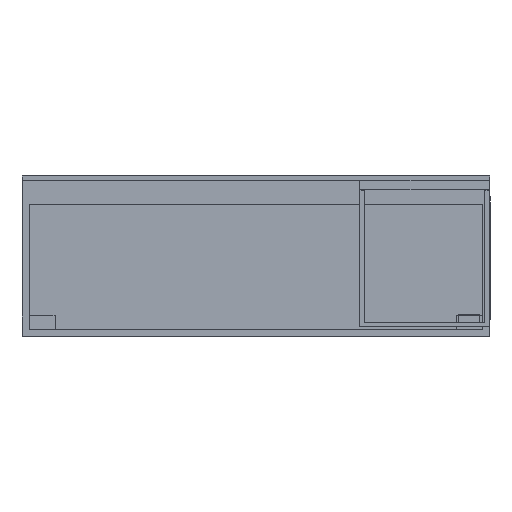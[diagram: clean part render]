
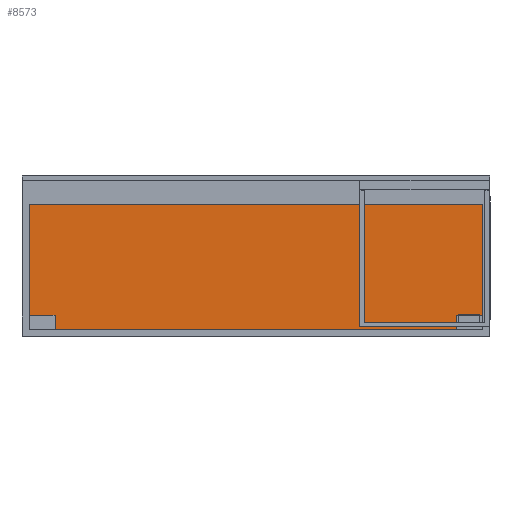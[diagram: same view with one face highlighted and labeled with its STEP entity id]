
A CAD part, front view. The second image highlights one B-rep face of the part: STEP entity #8573.
In plain terms, the highlighted planar face has unit normal (0, -1, 0).
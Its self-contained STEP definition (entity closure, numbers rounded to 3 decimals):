
#45 = LINE ( 'NONE', #9942, #4300 ) ;
#594 = DIRECTION ( 'NONE',  ( 0., 1., 0. ) ) ;
#784 = FACE_OUTER_BOUND ( 'NONE', #2047, .T. ) ;
#1134 = VERTEX_POINT ( 'NONE', #10924 ) ;
#1337 = VERTEX_POINT ( 'NONE', #11355 ) ;
#1687 = EDGE_CURVE ( 'NONE', #6201, #1337, #5592, .T. ) ;
#1737 = LINE ( 'NONE', #4608, #2656 ) ;
#1742 = ORIENTED_EDGE ( 'NONE', *, *, #11173, .F. ) ;
#1987 = VECTOR ( 'NONE', #7498, 1000. ) ;
#2047 = EDGE_LOOP ( 'NONE', ( #1742, #4865, #2655, #7084, #11046, #5404, #7427, #3168 ) ) ;
#2163 = VECTOR ( 'NONE', #8868, 1000. ) ;
#2540 = DIRECTION ( 'NONE',  ( -1., 0., 0. ) ) ;
#2655 = ORIENTED_EDGE ( 'NONE', *, *, #1687, .F. ) ;
#2656 = VECTOR ( 'NONE', #5708, 1000. ) ;
#2772 = CARTESIAN_POINT ( 'NONE',  ( 960., 0.8, -101. ) ) ;
#2851 = LINE ( 'NONE', #6841, #2163 ) ;
#2885 = VECTOR ( 'NONE', #4176, 1000. ) ;
#3168 = ORIENTED_EDGE ( 'NONE', *, *, #8954, .F. ) ;
#3259 = LINE ( 'NONE', #12242, #2885 ) ;
#3272 = VERTEX_POINT ( 'NONE', #2772 ) ;
#3514 = CARTESIAN_POINT ( 'NONE',  ( 850., 0.8, -630. ) ) ;
#3708 = VECTOR ( 'NONE', #10612, 1000. ) ;
#4176 = DIRECTION ( 'NONE',  ( 1., 0., 0. ) ) ;
#4300 = VECTOR ( 'NONE', #10008, 1000. ) ;
#4373 = EDGE_CURVE ( 'NONE', #3272, #8154, #45, .T. ) ;
#4508 = PLANE ( 'NONE',  #6012 ) ;
#4608 = CARTESIAN_POINT ( 'NONE',  ( -850., 0.8, -630. ) ) ;
#4768 = DIRECTION ( 'NONE',  ( 0., 0., 1. ) ) ;
#4820 = LINE ( 'NONE', #5664, #8834 ) ;
#4865 = ORIENTED_EDGE ( 'NONE', *, *, #12841, .T. ) ;
#5215 = VECTOR ( 'NONE', #2540, 1000. ) ;
#5404 = ORIENTED_EDGE ( 'NONE', *, *, #4373, .T. ) ;
#5592 = LINE ( 'NONE', #3514, #1987 ) ;
#5664 = CARTESIAN_POINT ( 'NONE',  ( 960., 0.8, -570. ) ) ;
#5708 = DIRECTION ( 'NONE',  ( 0., 0., 1. ) ) ;
#6012 = AXIS2_PLACEMENT_3D ( 'NONE', #7638, #594, #4768 ) ;
#6201 = VERTEX_POINT ( 'NONE', #8734 ) ;
#6605 = LINE ( 'NONE', #10918, #3708 ) ;
#6712 = DIRECTION ( 'NONE',  ( -1., 0., 0. ) ) ;
#6841 = CARTESIAN_POINT ( 'NONE',  ( -960., 0.8, -630. ) ) ;
#6988 = VERTEX_POINT ( 'NONE', #12842 ) ;
#7084 = ORIENTED_EDGE ( 'NONE', *, *, #10788, .F. ) ;
#7427 = ORIENTED_EDGE ( 'NONE', *, *, #10784, .T. ) ;
#7498 = DIRECTION ( 'NONE',  ( 0., 0., -1. ) ) ;
#7638 = CARTESIAN_POINT ( 'NONE',  ( 0., 0.8, 0. ) ) ;
#8154 = VERTEX_POINT ( 'NONE', #10686 ) ;
#8573 = ADVANCED_FACE ( 'NONE', ( #784 ), #4508, .F. ) ;
#8734 = CARTESIAN_POINT ( 'NONE',  ( 850., 0.8, -570. ) ) ;
#8834 = VECTOR ( 'NONE', #6712, 1000. ) ;
#8868 = DIRECTION ( 'NONE',  ( 0., 0., -1. ) ) ;
#8870 = VERTEX_POINT ( 'NONE', #9660 ) ;
#8954 = EDGE_CURVE ( 'NONE', #11813, #8870, #11520, .T. ) ;
#9660 = CARTESIAN_POINT ( 'NONE',  ( -960., 0.8, -570. ) ) ;
#9942 = CARTESIAN_POINT ( 'NONE',  ( -960., 0.8, -101. ) ) ;
#10008 = DIRECTION ( 'NONE',  ( -1., 0., 0. ) ) ;
#10612 = DIRECTION ( 'NONE',  ( 0., 0., 1. ) ) ;
#10686 = CARTESIAN_POINT ( 'NONE',  ( -960., 0.8, -101. ) ) ;
#10784 = EDGE_CURVE ( 'NONE', #8154, #8870, #2851, .T. ) ;
#10788 = EDGE_CURVE ( 'NONE', #6988, #6201, #4820, .T. ) ;
#10918 = CARTESIAN_POINT ( 'NONE',  ( 960., 0.8, -630. ) ) ;
#10924 = CARTESIAN_POINT ( 'NONE',  ( -850., 0.8, -630. ) ) ;
#11046 = ORIENTED_EDGE ( 'NONE', *, *, #11948, .T. ) ;
#11145 = CARTESIAN_POINT ( 'NONE',  ( -850., 0.8, -570. ) ) ;
#11173 = EDGE_CURVE ( 'NONE', #1134, #11813, #1737, .T. ) ;
#11355 = CARTESIAN_POINT ( 'NONE',  ( 850., 0.8, -630. ) ) ;
#11520 = LINE ( 'NONE', #11580, #5215 ) ;
#11580 = CARTESIAN_POINT ( 'NONE',  ( -960., 0.8, -570. ) ) ;
#11813 = VERTEX_POINT ( 'NONE', #11145 ) ;
#11948 = EDGE_CURVE ( 'NONE', #6988, #3272, #6605, .T. ) ;
#12242 = CARTESIAN_POINT ( 'NONE',  ( -960., 0.8, -630. ) ) ;
#12841 = EDGE_CURVE ( 'NONE', #1134, #1337, #3259, .T. ) ;
#12842 = CARTESIAN_POINT ( 'NONE',  ( 960., 0.8, -570. ) ) ;
